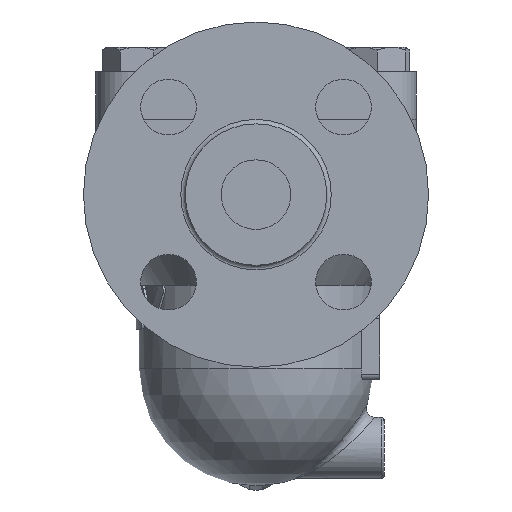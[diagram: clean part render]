
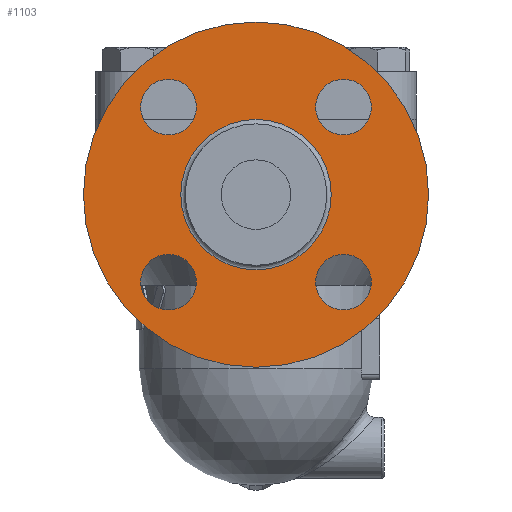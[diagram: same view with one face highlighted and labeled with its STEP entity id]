
A CAD part, left-side view. The second image highlights one B-rep face of the part: STEP entity #1103.
In plain terms, the highlighted planar face has unit normal (-1, 0, 0).
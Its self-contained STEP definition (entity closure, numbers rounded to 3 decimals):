
#1017=CARTESIAN_POINT('',(-142.9,0.,0.));
#1018=VERTEX_POINT('',#1017);
#1019=CARTESIAN_POINT('',(-142.9,0.0,-27.));
#1020=DIRECTION('',(-1.0,0.0,0.0));
#1021=DIRECTION('',(0.0,0.0,-1.0));
#1022=AXIS2_PLACEMENT_3D('',#1019,#1020,#1021);
#1023=CIRCLE('',#1022,27.0);
#1024=EDGE_CURVE('',#1018,#1018,#1023,.T.);
#1040=CARTESIAN_POINT('',(-142.9,0.0,16.7));
#1041=DIRECTION('',(-1.0,0.0,0.0));
#1042=DIRECTION('',(0.0,0.0,1.0));
#1043=AXIS2_PLACEMENT_3D('',#1040,#1041,#1042);
#1044=PLANE('',#1043);
#1045=CARTESIAN_POINT('',(-142.9,0.0,35.));
#1046=VERTEX_POINT('',#1045);
#1047=CARTESIAN_POINT('',(-142.9,0.0,-27.));
#1048=DIRECTION('',(-1.0,0.0,0.0));
#1049=DIRECTION('',(0.0,0.0,1.0));
#1050=AXIS2_PLACEMENT_3D('',#1047,#1048,#1049);
#1051=CIRCLE('',#1050,62.0);
#1052=EDGE_CURVE('',#1046,#1046,#1051,.T.);
#1053=ORIENTED_EDGE('',*,*,#1052,.T.);
#1054=EDGE_LOOP('',(#1053));
#1055=FACE_OUTER_BOUND('',#1054,.T.);
#1056=CARTESIAN_POINT('',(-142.9,-31.431,14.431));
#1057=VERTEX_POINT('',#1056);
#1058=CARTESIAN_POINT('',(-142.9,-31.431,4.431));
#1059=DIRECTION('',(1.0,0.0,0.0));
#1060=DIRECTION('',(0.0,0.0,1.0));
#1061=AXIS2_PLACEMENT_3D('',#1058,#1059,#1060);
#1062=CIRCLE('',#1061,10.0);
#1063=EDGE_CURVE('',#1057,#1057,#1062,.T.);
#1064=ORIENTED_EDGE('',*,*,#1063,.T.);
#1065=EDGE_LOOP('',(#1064));
#1066=FACE_BOUND('',#1065,.T.);
#1067=CARTESIAN_POINT('',(-142.9,41.431,4.431));
#1068=VERTEX_POINT('',#1067);
#1069=CARTESIAN_POINT('',(-142.9,31.431,4.431));
#1070=DIRECTION('',(1.0,0.0,0.0));
#1071=DIRECTION('',(0.0,1.0,0.0));
#1072=AXIS2_PLACEMENT_3D('',#1069,#1070,#1071);
#1073=CIRCLE('',#1072,10.0);
#1074=EDGE_CURVE('',#1068,#1068,#1073,.T.);
#1075=ORIENTED_EDGE('',*,*,#1074,.T.);
#1076=EDGE_LOOP('',(#1075));
#1077=FACE_BOUND('',#1076,.T.);
#1078=CARTESIAN_POINT('',(-142.9,31.431,-68.431));
#1079=VERTEX_POINT('',#1078);
#1080=CARTESIAN_POINT('',(-142.9,31.431,-58.431));
#1081=DIRECTION('',(1.0,0.0,0.0));
#1082=DIRECTION('',(0.0,0.0,-1.0));
#1083=AXIS2_PLACEMENT_3D('',#1080,#1081,#1082);
#1084=CIRCLE('',#1083,10.0);
#1085=EDGE_CURVE('',#1079,#1079,#1084,.T.);
#1086=ORIENTED_EDGE('',*,*,#1085,.T.);
#1087=EDGE_LOOP('',(#1086));
#1088=FACE_BOUND('',#1087,.T.);
#1089=CARTESIAN_POINT('',(-142.9,-41.431,-58.431));
#1090=VERTEX_POINT('',#1089);
#1091=CARTESIAN_POINT('',(-142.9,-31.431,-58.431));
#1092=DIRECTION('',(1.0,0.0,0.0));
#1093=DIRECTION('',(0.0,-1.0,0.0));
#1094=AXIS2_PLACEMENT_3D('',#1091,#1092,#1093);
#1095=CIRCLE('',#1094,10.0);
#1096=EDGE_CURVE('',#1090,#1090,#1095,.T.);
#1097=ORIENTED_EDGE('',*,*,#1096,.T.);
#1098=EDGE_LOOP('',(#1097));
#1099=FACE_BOUND('',#1098,.T.);
#1100=ORIENTED_EDGE('',*,*,#1024,.F.);
#1101=EDGE_LOOP('',(#1100));
#1102=FACE_BOUND('',#1101,.T.);
#1103=ADVANCED_FACE('',(#1055,#1066,#1077,#1088,#1099,#1102),#1044,.T.);
